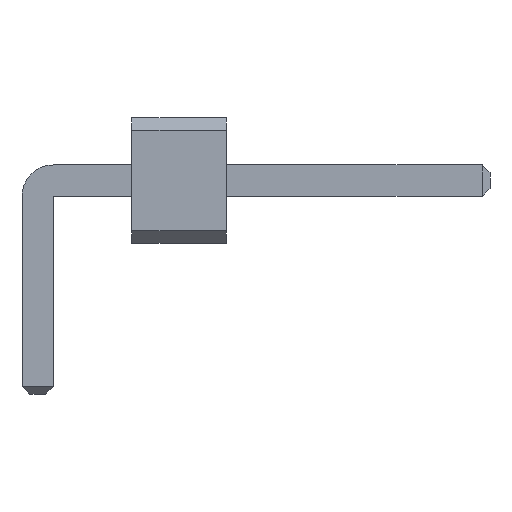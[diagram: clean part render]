
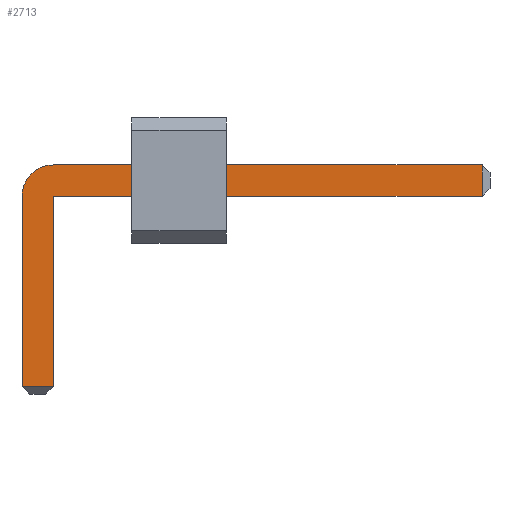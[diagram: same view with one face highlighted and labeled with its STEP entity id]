
A CAD part, front view. The second image highlights one B-rep face of the part: STEP entity #2713.
In plain terms, the highlighted planar face has unit normal (0, -1, 0).
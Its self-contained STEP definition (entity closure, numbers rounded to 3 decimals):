
#13=DIRECTION('',(0.,0.,1.));
#27=VECTOR('',#28,1.);
#28=DIRECTION('',(1.,0.,0.));
#1189=VECTOR('',#13,1.);
#1231=DIRECTION('',(0.,1.,0.));
#2527=VECTOR('',#2528,1.);
#2528=DIRECTION('',(0.,0.,-1.));
#2535=VECTOR('',#2536,1.);
#2536=DIRECTION('',(-1.,0.,0.));
#2557=DIRECTION('',(-0.,1.,0.));
#2567=VERTEX_POINT('',#2568);
#2568=CARTESIAN_POINT('',(0.25,-38.25,1.25));
#2570=ORIENTED_EDGE('',*,*,#2571,.T.);
#2571=EDGE_CURVE('',#2567,#2572,#2574,.T.);
#2572=VERTEX_POINT('',#2573);
#2573=CARTESIAN_POINT('',(7.075,-38.25,1.25));
#2574=LINE('',#2575,#27);
#2575=CARTESIAN_POINT('',(-0.25,-38.25,1.25));
#2611=EDGE_CURVE('',#2612,#2567,#2614,.T.);
#2612=VERTEX_POINT('',#2613);
#2613=CARTESIAN_POINT('',(-0.25,-38.25,0.75));
#2614=CIRCLE('',#2615,0.5);
#2615=AXIS2_PLACEMENT_3D('',#2616,#2557,#2528);
#2616=CARTESIAN_POINT('',(0.25,-38.25,0.75));
#2628=VERTEX_POINT('',#2629);
#2629=CARTESIAN_POINT('',(7.075,-38.25,0.75));
#2631=ORIENTED_EDGE('',*,*,#2632,.T.);
#2632=EDGE_CURVE('',#2628,#2633,#2634,.T.);
#2633=VERTEX_POINT('',#2616);
#2634=LINE('',#2635,#2535);
#2635=CARTESIAN_POINT('',(7.2,-38.25,0.75));
#2647=VERTEX_POINT('',#2648);
#2648=CARTESIAN_POINT('',(-0.25,-38.25,-2.275));
#2650=ORIENTED_EDGE('',*,*,#2651,.T.);
#2651=EDGE_CURVE('',#2647,#2612,#2652,.T.);
#2652=LINE('',#2653,#1189);
#2653=CARTESIAN_POINT('',(-0.25,-38.25,-2.4));
#2661=ORIENTED_EDGE('',*,*,#2662,.T.);
#2662=EDGE_CURVE('',#2633,#2663,#2665,.T.);
#2663=VERTEX_POINT('',#2664);
#2664=CARTESIAN_POINT('',(0.25,-38.25,-2.275));
#2665=LINE('',#2616,#2527);
#2713=ADVANCED_FACE('',(#2714),#2723,.F.);
#2714=FACE_BOUND('',#2715,.F.);
#2715=EDGE_LOOP('',(#2570,#2716,#2631,#2661,#2719,#2650,#2722));
#2716=ORIENTED_EDGE('',*,*,#2717,.T.);
#2717=EDGE_CURVE('',#2572,#2628,#2718,.T.);
#2718=LINE('',#2573,#2527);
#2719=ORIENTED_EDGE('',*,*,#2720,.T.);
#2720=EDGE_CURVE('',#2663,#2647,#2721,.T.);
#2721=LINE('',#2664,#2535);
#2722=ORIENTED_EDGE('',*,*,#2611,.T.);
#2723=PLANE('',#2724);
#2724=AXIS2_PLACEMENT_3D('',#2725,#1231,#13);
#2725=CARTESIAN_POINT('',(2.489,-38.25,0.411));
